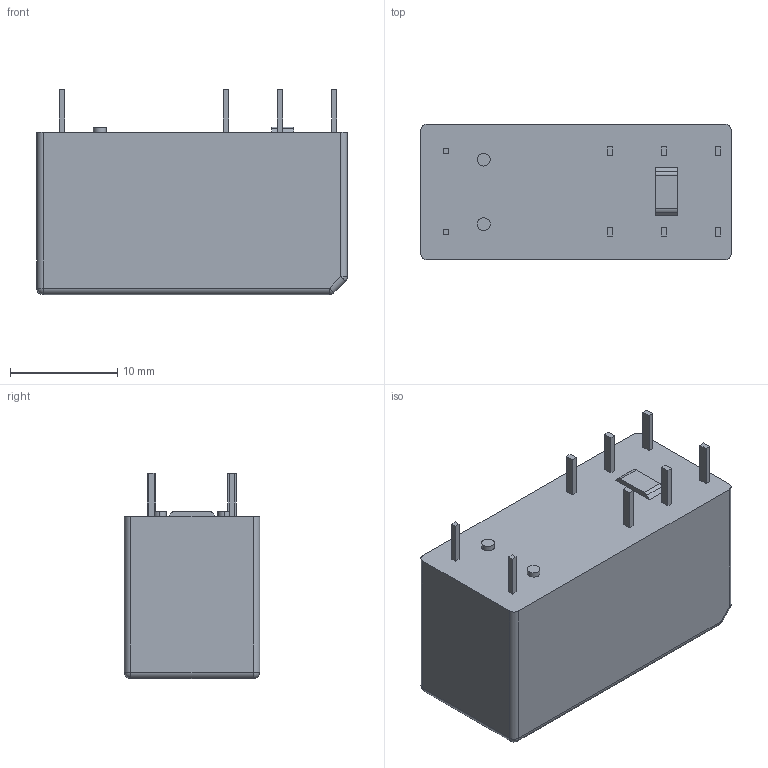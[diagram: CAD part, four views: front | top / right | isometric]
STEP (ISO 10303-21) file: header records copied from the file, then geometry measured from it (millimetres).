
FILE_DESCRIPTION((''),'2;1');
FILE_NAME('C-2-1415899-5','2022-06-30T12:31:27',('workeradm'),('TE Connectivity Ltd.'),'CREO PARAMETRIC BY PTC INC, 2021072','CREO PARAMETRIC BY PTC INC, 2021072','');
FILE_SCHEMA(('AUTOMOTIVE_DESIGN { 1 0 10303 214 1 1 1 1 }'));
Length unit declared in the file: millimetre
Products named in the file (1): C-2-1415899-5
Bounding box: 28.9 x 12.6 x 19.09 mm (x, y, z)
Volume: 5492.4 mm3; surface area: 2021.2 mm2
Topology: 1 solids, 1 shells, 77 faces, 174 edges, 110 vertices
Faces by surface type: plane 54, cylinder 17, sphere 6
Entity records: 2294 total; most frequent: CARTESIAN_POINT 363, DIRECTION 362, ORIENTED_EDGE 348, EDGE_CURVE 174, VECTOR 140, LINE 140, COLOUR_RGB 126, AXIS2_PLACEMENT_3D 111
